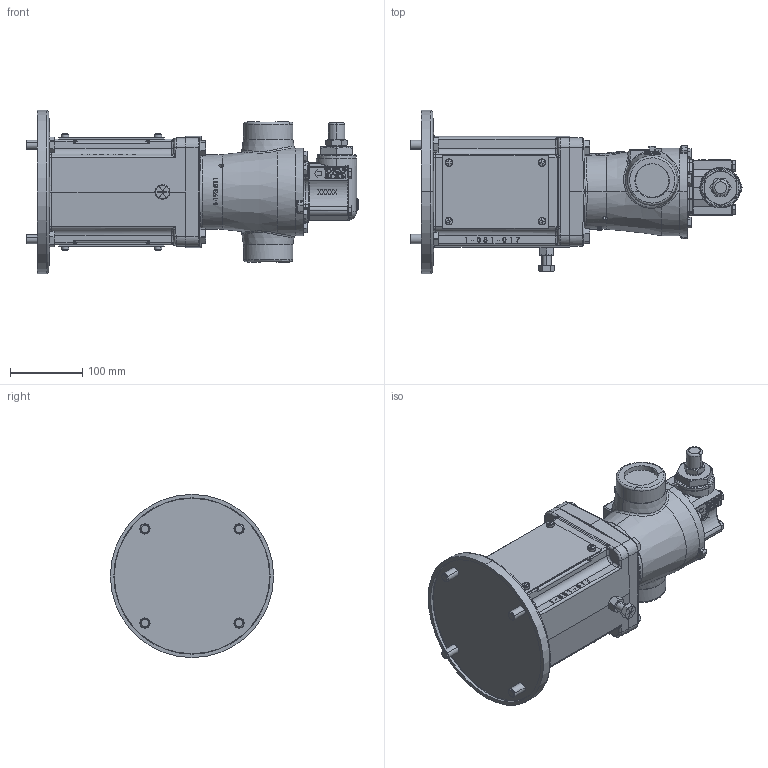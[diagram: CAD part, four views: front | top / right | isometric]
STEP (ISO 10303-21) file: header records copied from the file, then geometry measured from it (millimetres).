
FILE_DESCRIPTION (( 'STEP AP214' ), '1' );
FILE_NAME ('H495-M_(213-215TC).SLDPRT.STEP', '2017-02-24T19:47:11', ( '' ), ( '' ), 'SwSTEP 2.0', 'SolidWorks 2016', '' );
FILE_SCHEMA (( 'AUTOMOTIVE_DESIGN' ));
Length unit declared in the file: inch
Products named in the file (2): H495-M_(213-215TC).SLDPRT
Bounding box: 459.01 x 225.55 x 225.55 mm (x, y, z)
Volume: 6979862.8 mm3; surface area: 358839.7 mm2
Topology: 1 solids, 2 shells, 2073 faces, 5257 edges, 3284 vertices
Faces by surface type: plane 831, bspline 527, cylinder 362, cone 204, torus 98, sphere 51
Entity records: 112720 total; most frequent: CARTESIAN_POINT 47562, ORIENTED_EDGE 10430, DIRECTION 7676, EDGE_CURVE 5215, VERTEX_POINT 3283, AXIS2_PLACEMENT_3D 2770, EDGE_LOOP 2212, LINE 2136
